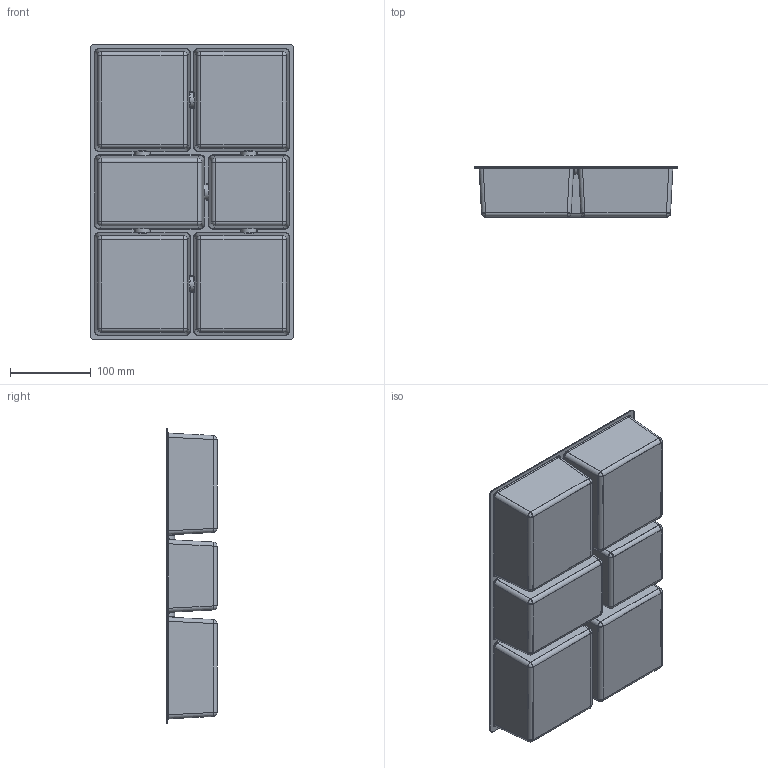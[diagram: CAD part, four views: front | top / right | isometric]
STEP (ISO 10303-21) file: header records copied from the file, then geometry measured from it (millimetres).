
FILE_DESCRIPTION (( 'STEP AP214' ), '1' );
FILE_NAME ('bottom tray 2024.06.11.STEP', '2024-06-11T09:08:07', ( '' ), ( '' ), 'SwSTEP 2.0', 'SolidWorks 2021', '' );
FILE_SCHEMA (( 'AUTOMOTIVE_DESIGN' ));
Length unit declared in the file: millimetre
Products named in the file (1): bottom tray 2024.06.11
Bounding box: 252 x 62 x 366 mm (x, y, z)
Volume: 236943.7 mm3; surface area: 475115.5 mm2
Topology: 1 solids, 1 shells, 530 faces, 1170 edges, 644 vertices
Faces by surface type: cylinder 218, bspline 138, sphere 104, plane 70
Entity records: 16876 total; most frequent: CARTESIAN_POINT 6359, ORIENTED_EDGE 2340, DIRECTION 2158, EDGE_CURVE 1170, AXIS2_PLACEMENT_3D 871, VERTEX_POINT 644, EDGE_LOOP 532, FACE_OUTER_BOUND 530
